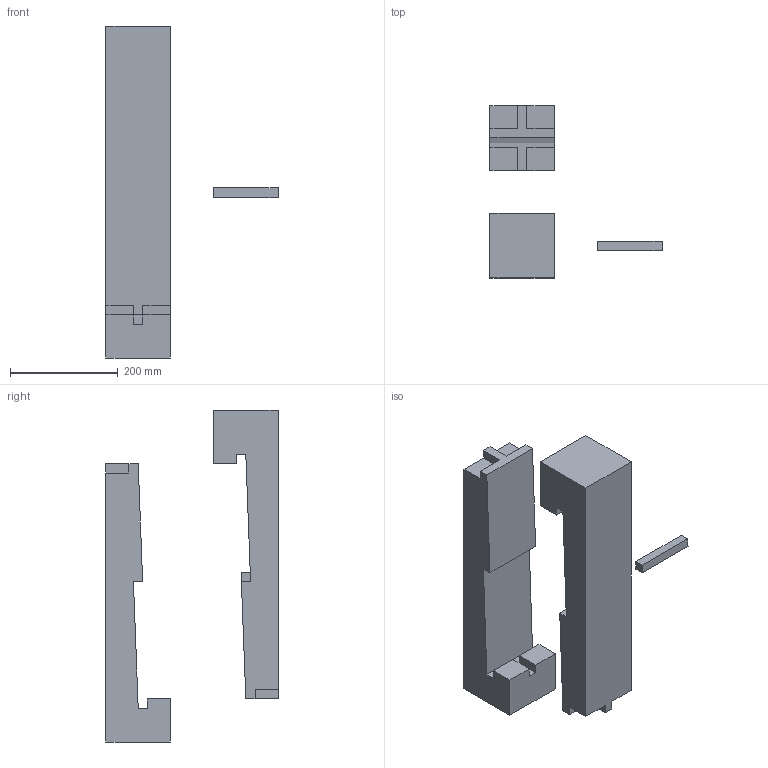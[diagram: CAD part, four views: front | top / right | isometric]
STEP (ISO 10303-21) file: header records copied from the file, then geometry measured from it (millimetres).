
FILE_DESCRIPTION(/* description */ (''),/* implementation_level */ '2;1');
FILE_NAME(/* name */ '97749.step',/* time_stamp */ '2018-12-24T18:37:26+09:00',/* author */ ('ryo2003'),/* organization */ (''),/* preprocessor_version */ 'ST-DEVELOPER v17.2',/* originating_system */ 'Autodesk Translation Framework v7.6.0.251',/* authorisation */ '');
FILE_SCHEMA (('AUTOMOTIVE_DESIGN { 1 0 10303 214 3 1 1 }'));
Length unit declared in the file: millimetre
Products named in the file (4): 金輪継ぎ; コンポーネント1; コンポーネント2; コンポーネント3
Assembly tree (3 placements, depth 2):
  金輪継ぎ
    コンポーネント1
    コンポーネント2
    コンポーネント3
Bounding box: 320 x 320 x 617.14 mm (x, y, z)
Volume: 8640000 mm3; surface area: 479817.2 mm2
Topology: 3 solids, 3 shells, 50 faces, 132 edges, 88 vertices
Faces by surface type: plane 50
Entity records: 1640 total; most frequent: CARTESIAN_POINT 277, ORIENTED_EDGE 264, DIRECTION 246, LINE 132, VECTOR 132, EDGE_CURVE 132, VERTEX_POINT 88, AXIS2_PLACEMENT_3D 57
